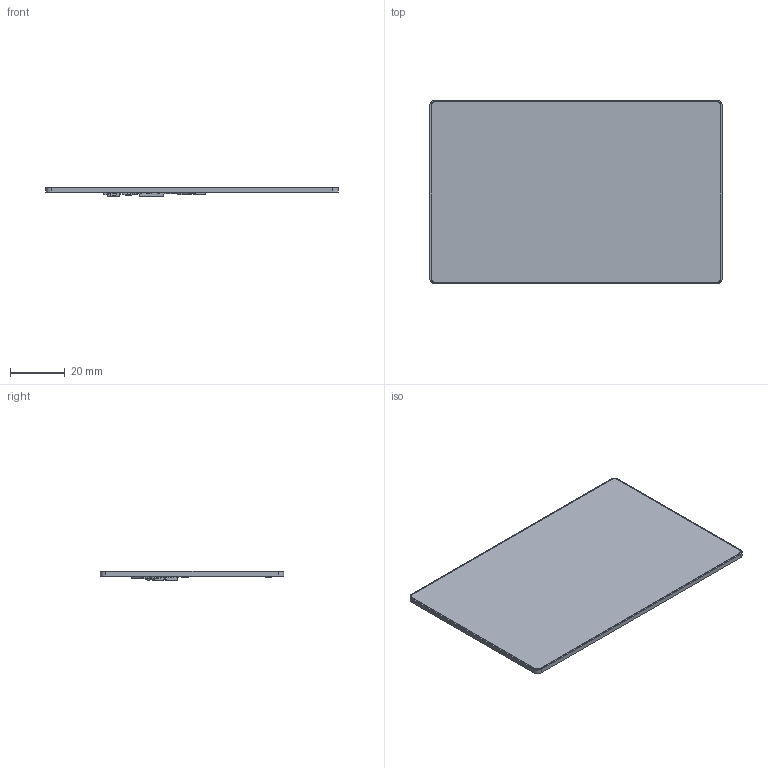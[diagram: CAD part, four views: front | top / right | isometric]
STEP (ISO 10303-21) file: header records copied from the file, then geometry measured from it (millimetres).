
FILE_DESCRIPTION (( 'STEP AP214' ), '1' );
FILE_NAME ('pxm0057_201.STEP', '2022-02-23T13:19:53', ( '' ), ( '' ), 'SwSTEP 2.0', 'SolidWorks 2017', '' );
FILE_SCHEMA (( 'AUTOMOTIVE_DESIGN' ));
Length unit declared in the file: millimetre
Products named in the file (1): pxm0057_201
Bounding box: 107.3 x 67.3 x 3.47 mm (x, y, z)
Surface area: 16345.3 mm2 (no closed solid volume)
Topology: 0 solids, 85 shells, 1031 faces, 2524 edges, 1663 vertices
Faces by surface type: plane 780, cylinder 211, bspline 34, torus 4, sphere 2
Entity records: 42539 total; most frequent: CARTESIAN_POINT 5864, ORIENTED_EDGE 5010, DIRECTION 4993, EDGE_CURVE 2519, LINE 2029, VECTOR 2029, VERTEX_POINT 1663, AXIS2_PLACEMENT_3D 1482
